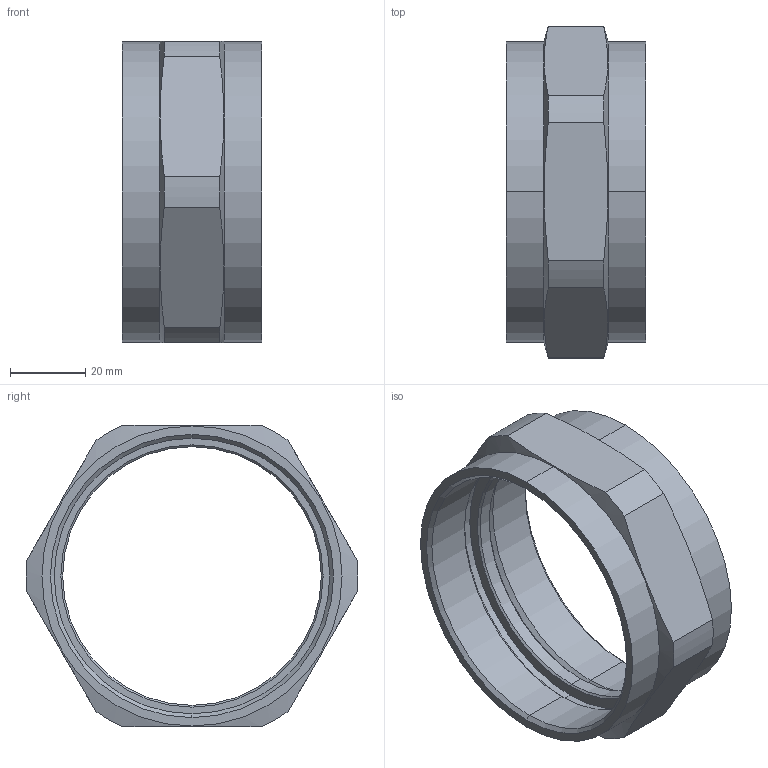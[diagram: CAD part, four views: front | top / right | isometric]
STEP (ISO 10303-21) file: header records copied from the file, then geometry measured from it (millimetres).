
FILE_DESCRIPTION (( 'STEP AP203' ), '1' );
FILE_NAME ('797DM8FM8F.STEP', '2021-07-08T09:01:17', ( '' ), ( '' ), 'SwSTEP 2.0', 'SolidWorks 2017', '' );
FILE_SCHEMA (( 'CONFIG_CONTROL_DESIGN' ));
Length unit declared in the file: millimetre
Products named in the file (1): 797DM8FM8F
Bounding box: 37 x 87.96 x 80 mm (x, y, z)
Volume: 37909.7 mm3; surface area: 21712.6 mm2
Topology: 1 solids, 1 shells, 46 faces, 106 edges, 64 vertices
Faces by surface type: cylinder 20, cone 16, plane 10
Entity records: 1451 total; most frequent: CARTESIAN_POINT 321, DIRECTION 232, ORIENTED_EDGE 212, EDGE_CURVE 106, AXIS2_PLACEMENT_3D 95, VERTEX_POINT 64, EDGE_LOOP 50, CIRCLE 48
